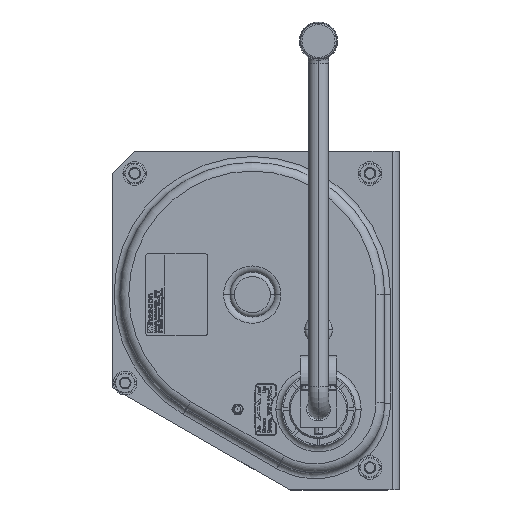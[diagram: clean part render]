
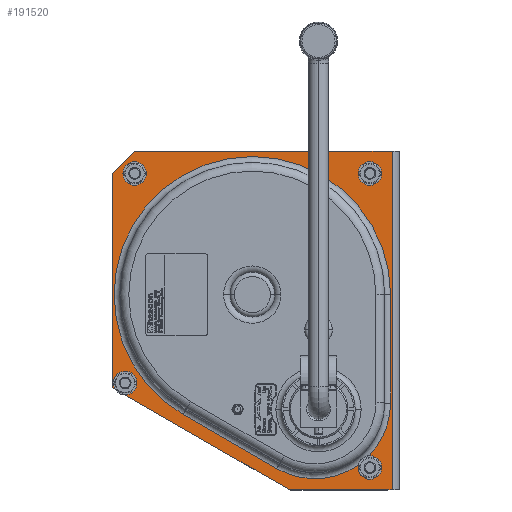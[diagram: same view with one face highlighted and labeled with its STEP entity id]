
A CAD part, top view. The second image highlights one B-rep face of the part: STEP entity #191520.
In plain terms, the highlighted face is planar.
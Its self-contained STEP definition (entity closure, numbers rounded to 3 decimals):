
#480=CARTESIAN_POINT('',(-95.,147.,-132.5));
#490=DIRECTION('',(0.,0.,1.));
#500=VECTOR('',#490,1.);
#510=LINE('',#480,#500);
#520=CARTESIAN_POINT('',(-95.,147.,-132.5));
#530=VERTEX_POINT('',#520);
#540=CARTESIAN_POINT('',(-95.,147.,97.5));
#550=VERTEX_POINT('',#540);
#560=EDGE_CURVE('',#530,#550,#510,.T.);
#1440=CARTESIAN_POINT('',(80.,147.,97.5));
#1450=VERTEX_POINT('',#1440);
#1480=CARTESIAN_POINT('',(80.,147.,97.5));
#1490=DIRECTION('',(0.707,0.,-0.707));
#1500=VECTOR('',#1490,1.);
#1510=LINE('',#1480,#1500);
#1520=CARTESIAN_POINT('',(95.,147.,82.5));
#1530=VERTEX_POINT('',#1520);
#1540=EDGE_CURVE('',#1450,#1530,#1510,.T.);
#2200=CARTESIAN_POINT('',(95.,147.,-63.218));
#2210=VERTEX_POINT('',#2200);
#2240=CARTESIAN_POINT('',(95.,147.,-63.218));
#2250=DIRECTION('',(-0.866,0.,-0.5));
#2260=VECTOR('',#2250,1.);
#2270=LINE('',#2240,#2260);
#2280=CARTESIAN_POINT('',(93.314,147.,-64.191));
#2290=VERTEX_POINT('',#2280);
#2300=EDGE_CURVE('',#2210,#2290,#2270,.T.);
#2360=CARTESIAN_POINT('',(86.723,147.,-67.997));
#2370=VERTEX_POINT('',#2360);
#2400=CARTESIAN_POINT('',(-25.,147.,-132.5));
#2410=VERTEX_POINT('',#2400);
#2420=EDGE_CURVE('',#2370,#2410,#2270,.T.);
#39680=CARTESIAN_POINT('',(95.,147.,-62.5));
#39690=DIRECTION('',(0.,0.,-1.));
#39700=VECTOR('',#39690,1.);
#39710=LINE('',#39680,#39700);
#39720=EDGE_CURVE('',#1530,#2210,#39710,.T.);
#50140=CARTESIAN_POINT('',(-95.,147.,97.5));
#50150=DIRECTION('',(1.,0.,0.));
#50160=VECTOR('',#50150,1.);
#50170=LINE('',#50140,#50160);
#50180=EDGE_CURVE('',#550,#1450,#50170,.T.);
#57360=CARTESIAN_POINT('',(-25.,147.,-132.5));
#57370=DIRECTION('',(-1.,0.,0.));
#57380=VECTOR('',#57370,1.);
#57390=LINE('',#57360,#57380);
#57400=EDGE_CURVE('',#2410,#530,#57390,.T.);
#80690=CARTESIAN_POINT('',(86.5,147.,-68.));
#80700=VERTEX_POINT('',#80690);
#80750=CARTESIAN_POINT('',(86.5,147.,-60.));
#80760=DIRECTION('',(0.,1.,0.));
#80770=DIRECTION('',(0.,0.,-1.));
#80780=AXIS2_PLACEMENT_3D('',#80750,#80760,#80770);
#80790=CIRCLE('',#80780,8.);
#80800=EDGE_CURVE('',#2370,#80700,#80790,.T.);
#80890=CARTESIAN_POINT('',(86.5,147.,-52.));
#80900=VERTEX_POINT('',#80890);
#80910=EDGE_CURVE('',#80900,#2290,#80790,.T.);
#183050=EDGE_CURVE('',#80700,#80900,#80790,.T.);
#190160=CARTESIAN_POINT('',(-72.21,147.,-115.678));
#190170=VERTEX_POINT('',#190160);
#190180=CARTESIAN_POINT('',(-79.416,147.,-109.521));
#190190=VERTEX_POINT('',#190180);
#190220=CARTESIAN_POINT('',(-42.5,147.,-73.612));
#190230=DIRECTION('',(0.,1.,0.));
#190240=DIRECTION('',(-1.,0.,0.));
#190250=AXIS2_PLACEMENT_3D('',#190220,#190230,#190240);
#190260=CIRCLE('',#190250,51.5);
#190270=CARTESIAN_POINT('',(-16.75,147.,-118.212));
#190280=VERTEX_POINT('',#190270);
#190290=EDGE_CURVE('',#190280,#190170,#190260,.T.);
#190540=CARTESIAN_POINT('',(-94.,147.,-73.612));
#190550=VERTEX_POINT('',#190540);
#190580=EDGE_CURVE('',#190190,#190550,#190260,.T.);
#190630=CARTESIAN_POINT('',(-7.497,147.,-10.511));
#190640=DIRECTION('',(0.,1.,-0.));
#190650=DIRECTION('',(-1.,0.,0.));
#190660=AXIS2_PLACEMENT_3D('',#190630,#190640,#190650);
#190670=PLANE('',#190660);
#190680=CARTESIAN_POINT('',(-65.237,147.,-146.207));
#190690=DIRECTION('',(-0.866,0.,-0.5));
#190700=VECTOR('',#190690,1.);
#190710=LINE('',#190680,#190700);
#190720=CARTESIAN_POINT('',(47.,147.,-81.406));
#190730=VERTEX_POINT('',#190720);
#190740=EDGE_CURVE('',#190730,#190280,#190710,.T.);
#190750=ORIENTED_EDGE('',*,*,#190740,.F.);
#190760=ORIENTED_EDGE('',*,*,#190290,.F.);
#190770=CARTESIAN_POINT('',(-80.,147.,-117.5));
#190780=DIRECTION('',(0.,1.,0.));
#190790=DIRECTION('',(0.,0.,-1.));
#190800=AXIS2_PLACEMENT_3D('',#190770,#190780,#190790);
#190810=CIRCLE('',#190800,8.);
#190820=CARTESIAN_POINT('',(-80.,147.,-125.5));
#190830=VERTEX_POINT('',#190820);
#190840=EDGE_CURVE('',#190170,#190830,#190810,.T.);
#190850=ORIENTED_EDGE('',*,*,#190840,.F.);
#190860=CARTESIAN_POINT('',(-80.,147.,-109.5));
#190870=VERTEX_POINT('',#190860);
#190880=EDGE_CURVE('',#190830,#190870,#190810,.T.);
#190890=ORIENTED_EDGE('',*,*,#190880,.F.);
#190900=EDGE_CURVE('',#190870,#190190,#190810,.T.);
#190910=ORIENTED_EDGE('',*,*,#190900,.F.);
#190920=ORIENTED_EDGE('',*,*,#190580,.F.);
#190930=CARTESIAN_POINT('',(-94.,147.,-96.157));
#190940=DIRECTION('',(0.,0.,1.));
#190950=VECTOR('',#190940,1.);
#190960=LINE('',#190930,#190950);
#190970=CARTESIAN_POINT('',(-94.,147.,0.));
#190980=VERTEX_POINT('',#190970);
#190990=EDGE_CURVE('',#190550,#190980,#190960,.T.);
#191000=ORIENTED_EDGE('',*,*,#190990,.F.);
#191010=CARTESIAN_POINT('',(0.,147.,0.));
#191020=DIRECTION('',(0.,1.,0.));
#191030=DIRECTION('',(-1.,0.,0.));
#191040=AXIS2_PLACEMENT_3D('',#191010,#191020,#191030);
#191050=CIRCLE('',#191040,94.);
#191060=EDGE_CURVE('',#190980,#190730,#191050,.T.);
#191070=ORIENTED_EDGE('',*,*,#191060,.F.);
#191080=EDGE_LOOP('',(#191070,#191000,#190920,#190910,#190890,#190850,
#190760,#190750));
#191090=FACE_BOUND('',#191080,.T.);
#191100=ORIENTED_EDGE('',*,*,#80800,.F.);
#191110=ORIENTED_EDGE('',*,*,#183050,.F.);
#191120=ORIENTED_EDGE('',*,*,#80910,.F.);
#191130=ORIENTED_EDGE('',*,*,#2300,.T.);
#191140=ORIENTED_EDGE('',*,*,#39720,.T.);
#191150=ORIENTED_EDGE('',*,*,#1540,.T.);
#191160=ORIENTED_EDGE('',*,*,#50180,.T.);
#191170=ORIENTED_EDGE('',*,*,#560,.T.);
#191180=ORIENTED_EDGE('',*,*,#57400,.T.);
#191190=ORIENTED_EDGE('',*,*,#2420,.T.);
#191200=EDGE_LOOP('',(#191190,#191180,#191170,#191160,#191150,#191140,
#191130,#191120,#191110,#191100));
#191210=FACE_OUTER_BOUND('',#191200,.T.);
#191220=CARTESIAN_POINT('',(-80.,147.,82.5));
#191230=DIRECTION('',(0.,1.,0.));
#191240=DIRECTION('',(0.,0.,-1.));
#191250=AXIS2_PLACEMENT_3D('',#191220,#191230,#191240);
#191260=CIRCLE('',#191250,8.);
#191270=CARTESIAN_POINT('',(-80.,147.,74.5));
#191280=VERTEX_POINT('',#191270);
#191290=CARTESIAN_POINT('',(-80.,147.,90.5));
#191300=VERTEX_POINT('',#191290);
#191310=EDGE_CURVE('',#191280,#191300,#191260,.T.);
#191320=ORIENTED_EDGE('',*,*,#191310,.F.);
#191330=EDGE_CURVE('',#191300,#191280,#191260,.T.);
#191340=ORIENTED_EDGE('',*,*,#191330,.F.);
#191350=EDGE_LOOP('',(#191340,#191320));
#191360=FACE_BOUND('',#191350,.T.);
#191370=CARTESIAN_POINT('',(80.,147.,82.5));
#191380=DIRECTION('',(0.,1.,0.));
#191390=DIRECTION('',(0.,0.,-1.));
#191400=AXIS2_PLACEMENT_3D('',#191370,#191380,#191390);
#191410=CIRCLE('',#191400,8.);
#191420=CARTESIAN_POINT('',(80.,147.,74.5));
#191430=VERTEX_POINT('',#191420);
#191440=CARTESIAN_POINT('',(80.,147.,90.5));
#191450=VERTEX_POINT('',#191440);
#191460=EDGE_CURVE('',#191430,#191450,#191410,.T.);
#191470=ORIENTED_EDGE('',*,*,#191460,.F.);
#191480=EDGE_CURVE('',#191450,#191430,#191410,.T.);
#191490=ORIENTED_EDGE('',*,*,#191480,.F.);
#191500=EDGE_LOOP('',(#191490,#191470));
#191510=FACE_BOUND('',#191500,.T.);
#191520=ADVANCED_FACE('',(#191090,#191210,#191360,#191510),#190670,.T.);
